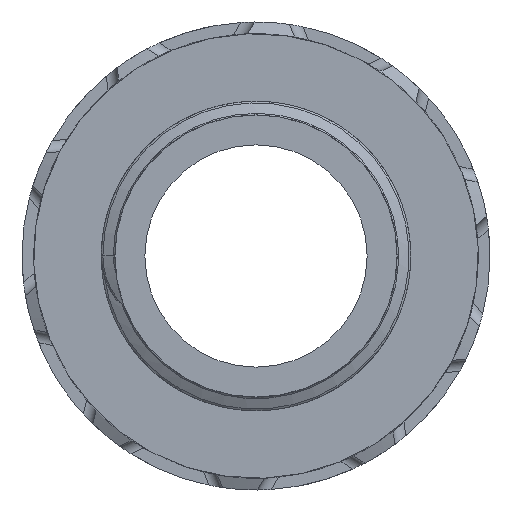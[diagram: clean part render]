
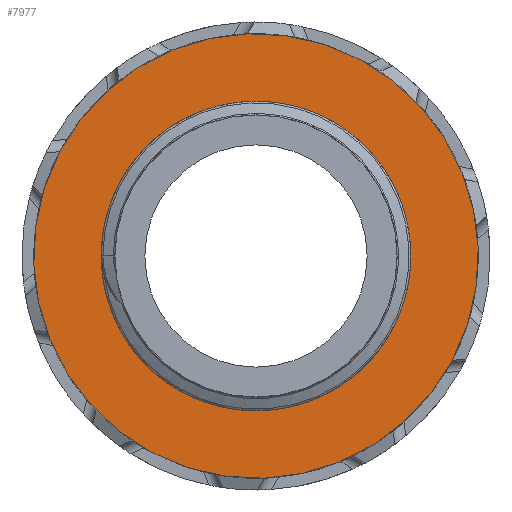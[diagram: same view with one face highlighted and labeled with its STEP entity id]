
A CAD part, left-side view. The second image highlights one B-rep face of the part: STEP entity #7977.
In plain terms, the highlighted face is planar.
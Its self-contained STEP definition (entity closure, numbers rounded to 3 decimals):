
#437 = VERTEX_POINT ( 'NONE', #8755 ) ;
#442 = VERTEX_POINT ( 'NONE', #8760 ) ;
#2198 = EDGE_CURVE ( 'NONE', #11979, #12048, #4466, .T. ) ;
#2248 = EDGE_CURVE ( 'NONE', #12048, #11979, #7675, .T. ) ;
#2271 = EDGE_CURVE ( 'NONE', #437, #442, #7717, .T. ) ;
#3452 = CARTESIAN_POINT ( 'NONE',  ( 21.1, 0., 0. ) ) ;
#3453 = DIRECTION ( 'NONE',  ( -1., 0., 0. ) ) ;
#3454 = DIRECTION ( 'NONE',  ( 0., 0., 1. ) ) ;
#3544 = EDGE_LOOP ( 'NONE', ( #3616, #3617 ) ) ;
#3616 = ORIENTED_EDGE ( 'NONE', *, *, #2271, .F. ) ;
#3617 = ORIENTED_EDGE ( 'NONE', *, *, #11965, .F. ) ;
#3618 = ORIENTED_EDGE ( 'NONE', *, *, #2248, .T. ) ;
#3619 = ORIENTED_EDGE ( 'NONE', *, *, #2198, .T. ) ;
#4466 = CIRCLE ( 'NONE', #5026, 13. ) ;
#5026 = AXIS2_PLACEMENT_3D ( 'NONE', #9179, #9180, #9181 ) ;
#5229 = CARTESIAN_POINT ( 'NONE',  ( 21.1, 0., 0. ) ) ;
#5230 = DIRECTION ( 'NONE',  ( -1., 0., 0. ) ) ;
#5231 = DIRECTION ( 'NONE',  ( 0., 0., 1. ) ) ;
#5390 = CARTESIAN_POINT ( 'NONE',  ( 21.1, 0., 0. ) ) ;
#5391 = DIRECTION ( 'NONE',  ( -1., 0., 0. ) ) ;
#5392 = DIRECTION ( 'NONE',  ( 0., 0., 1. ) ) ;
#5654 = CARTESIAN_POINT ( 'NONE',  ( 21.1, 0., -19. ) ) ;
#5665 = FACE_OUTER_BOUND ( 'NONE', #3544, .T. ) ;
#5666 = FACE_BOUND ( 'NONE', #12035, .T. ) ;
#5667 = PLANE ( 'NONE',  #7720 ) ;
#5669 = DIRECTION ( 'NONE',  ( -1., 0., 0. ) ) ;
#5670 = DIRECTION ( 'NONE',  ( 0., 0., 1. ) ) ;
#7675 = CIRCLE ( 'NONE', #7698, 13. ) ;
#7698 = AXIS2_PLACEMENT_3D ( 'NONE', #5229, #5230, #5231 ) ;
#7717 = CIRCLE ( 'NONE', #7719, 19. ) ;
#7719 = AXIS2_PLACEMENT_3D ( 'NONE', #5390, #5391, #5392 ) ;
#7720 = AXIS2_PLACEMENT_3D ( 'NONE', #5654, #5669, #5670 ) ;
#7867 = CIRCLE ( 'NONE', #7869, 19. ) ;
#7869 = AXIS2_PLACEMENT_3D ( 'NONE', #3452, #3453, #3454 ) ;
#7977 = ADVANCED_FACE ( 'NONE', ( #5665, #5666 ), #5667, .F. ) ;
#8755 = CARTESIAN_POINT ( 'NONE',  ( 21.1, 0., 19. ) ) ;
#8760 = CARTESIAN_POINT ( 'NONE',  ( 21.1, 0., -19. ) ) ;
#9179 = CARTESIAN_POINT ( 'NONE',  ( 21.1, 0., 0. ) ) ;
#9180 = DIRECTION ( 'NONE',  ( -1., 0., 0. ) ) ;
#9181 = DIRECTION ( 'NONE',  ( 0., 0., 1. ) ) ;
#11965 = EDGE_CURVE ( 'NONE', #442, #437, #7867, .T. ) ;
#11979 = VERTEX_POINT ( 'NONE', #12066 ) ;
#12035 = EDGE_LOOP ( 'NONE', ( #3618, #3619 ) ) ;
#12048 = VERTEX_POINT ( 'NONE', #12074 ) ;
#12066 = CARTESIAN_POINT ( 'NONE',  ( 21.1, 0., -13. ) ) ;
#12074 = CARTESIAN_POINT ( 'NONE',  ( 21.1, 0., 13. ) ) ;
